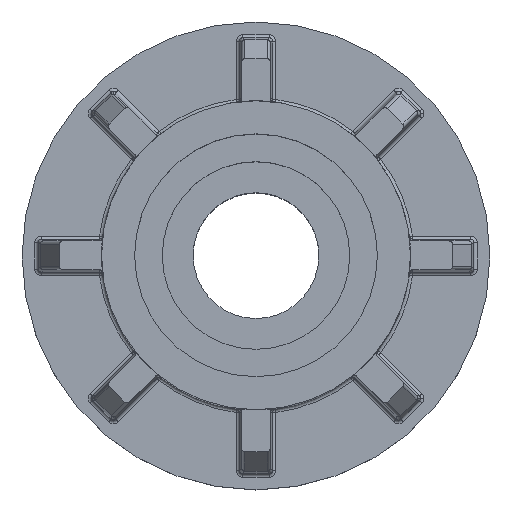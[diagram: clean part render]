
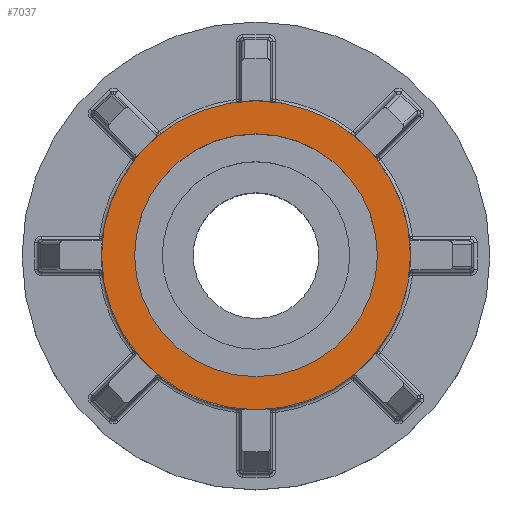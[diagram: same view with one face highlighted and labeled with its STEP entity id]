
A CAD part, top view. The second image highlights one B-rep face of the part: STEP entity #7037.
In plain terms, the highlighted planar face has unit normal (0, 0, 1).
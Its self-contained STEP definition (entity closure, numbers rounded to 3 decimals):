
#138 = VERTEX_POINT ( 'NONE', #7463 ) ;
#481 = CARTESIAN_POINT ( 'NONE',  ( -14., 0., 43. ) ) ;
#521 = CARTESIAN_POINT ( 'NONE',  ( 0., 0., 43. ) ) ;
#524 = EDGE_CURVE ( 'NONE', #6325, #138, #8826, .T. ) ;
#1054 = DIRECTION ( 'NONE',  ( 0., 0., 1. ) ) ;
#1375 = DIRECTION ( 'NONE',  ( 1., 0., 0. ) ) ;
#1504 = CARTESIAN_POINT ( 'NONE',  ( 14., 0., 43. ) ) ;
#1512 = CIRCLE ( 'NONE', #5793, 14. ) ;
#1760 = PLANE ( 'NONE',  #4380 ) ;
#1918 = AXIS2_PLACEMENT_3D ( 'NONE', #7475, #3247, #8133 ) ;
#2505 = VERTEX_POINT ( 'NONE', #481 ) ;
#2515 = CARTESIAN_POINT ( 'NONE',  ( 0., 0., 43. ) ) ;
#3247 = DIRECTION ( 'NONE',  ( 0., 0., 1. ) ) ;
#3294 = DIRECTION ( 'NONE',  ( 1., 0., 0. ) ) ;
#3809 = AXIS2_PLACEMENT_3D ( 'NONE', #521, #5956, #1375 ) ;
#4380 = AXIS2_PLACEMENT_3D ( 'NONE', #5546, #8860, #6912 ) ;
#4564 = ORIENTED_EDGE ( 'NONE', *, *, #8544, .T. ) ;
#4703 = FACE_BOUND ( 'NONE', #8606, .T. ) ;
#5134 = CIRCLE ( 'NONE', #3809, 11. ) ;
#5544 = ORIENTED_EDGE ( 'NONE', *, *, #6120, .T. ) ;
#5546 = CARTESIAN_POINT ( 'NONE',  ( 0., 0., 43. ) ) ;
#5691 = CARTESIAN_POINT ( 'NONE',  ( 0., 0., 43. ) ) ;
#5783 = AXIS2_PLACEMENT_3D ( 'NONE', #5691, #1054, #6351 ) ;
#5793 = AXIS2_PLACEMENT_3D ( 'NONE', #2515, #7510, #3294 ) ;
#5956 = DIRECTION ( 'NONE',  ( 0., 0., 1. ) ) ;
#6120 = EDGE_CURVE ( 'NONE', #6858, #2505, #1512, .T. ) ;
#6304 = FACE_OUTER_BOUND ( 'NONE', #8980, .T. ) ;
#6325 = VERTEX_POINT ( 'NONE', #6331 ) ;
#6331 = CARTESIAN_POINT ( 'NONE',  ( 11., 0., 43. ) ) ;
#6351 = DIRECTION ( 'NONE',  ( 1., 0., 0. ) ) ;
#6673 = ORIENTED_EDGE ( 'NONE', *, *, #7523, .F. ) ;
#6858 = VERTEX_POINT ( 'NONE', #1504 ) ;
#6912 = DIRECTION ( 'NONE',  ( 1., 0., 0. ) ) ;
#7037 = ADVANCED_FACE ( 'NONE', ( #4703, #6304 ), #1760, .T. ) ;
#7463 = CARTESIAN_POINT ( 'NONE',  ( -11., 0., 43. ) ) ;
#7475 = CARTESIAN_POINT ( 'NONE',  ( 0., 0., 43. ) ) ;
#7510 = DIRECTION ( 'NONE',  ( 0., 0., 1. ) ) ;
#7523 = EDGE_CURVE ( 'NONE', #138, #6325, #5134, .T. ) ;
#8133 = DIRECTION ( 'NONE',  ( 1., 0., 0. ) ) ;
#8370 = CIRCLE ( 'NONE', #1918, 14. ) ;
#8544 = EDGE_CURVE ( 'NONE', #2505, #6858, #8370, .T. ) ;
#8606 = EDGE_LOOP ( 'NONE', ( #8952, #6673 ) ) ;
#8826 = CIRCLE ( 'NONE', #5783, 11. ) ;
#8860 = DIRECTION ( 'NONE',  ( 0., 0., 1. ) ) ;
#8952 = ORIENTED_EDGE ( 'NONE', *, *, #524, .F. ) ;
#8980 = EDGE_LOOP ( 'NONE', ( #4564, #5544 ) ) ;
